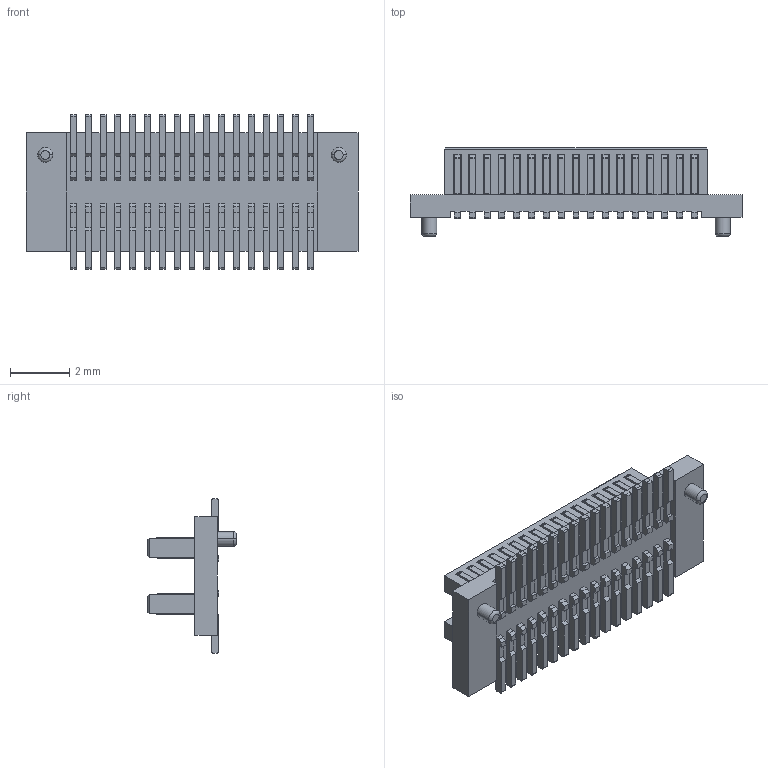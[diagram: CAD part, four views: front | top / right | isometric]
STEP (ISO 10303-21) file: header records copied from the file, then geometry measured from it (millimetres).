
FILE_DESCRIPTION((''),'2;1');
FILE_NAME('ASM0001_ASM','2024-05-21T',('工程三'),(''),'PRO/ENGINEER BY PARAMETRIC TECHNOLOGY CORPORATION, 2010280','PRO/ENGINEER BY PARAMETRIC TECHNOLOGY CORPORATION, 2010280','');
FILE_SCHEMA(('CONFIG_CONTROL_DESIGN'));
Length unit declared in the file: millimetre
Products named in the file (1): ASM0001_ASM
Bounding box: 11.2 x 3 x 5.2 mm (x, y, z)
Volume: 48.8 mm3; surface area: 308.6 mm2
Topology: 1 solids, 1 shells, 1568 faces, 4438 edges, 2910 vertices
Faces by surface type: plane 1220, cylinder 344, torus 4
Entity records: 50282 total; most frequent: CARTESIAN_POINT 9012, ORIENTED_EDGE 8876, DIRECTION 8240, EDGE_CURVE 4438, VECTOR 3708, LINE 3708, VERTEX_POINT 2910, AXIS2_PLACEMENT_3D 2266
